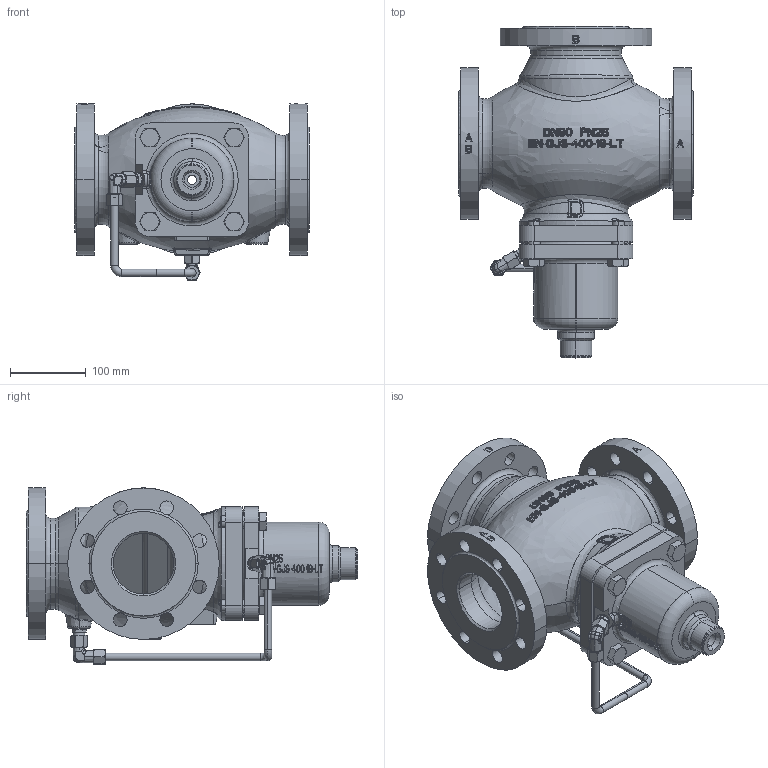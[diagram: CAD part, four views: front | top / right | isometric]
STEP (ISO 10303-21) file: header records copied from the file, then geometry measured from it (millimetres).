
FILE_DESCRIPTION((''),'2;1');
FILE_NAME('065B2603_ASM','2015-03-16T',('u317927'),('Danfoss'),'PRO/ENGINEER BY PARAMETRIC TECHNOLOGY CORPORATION, 2014000','PRO/ENGINEER BY PARAMETRIC TECHNOLOGY CORPORATION, 2014000','');
FILE_SCHEMA(('CONFIG_CONTROL_DESIGN'));
Products named in the file (7): 88615550_1; 88611900_1; 5184024_1; PRIKLJUCEK_1; CEV_VFG3_DN80_1; 065B2603_ASM_1_ASM; 065B2603_ASM
Assembly tree (10 placements, depth 3):
  065B2603_ASM
    065B2603_ASM_1_ASM
      88615550_1
      88611900_1
      5184024_1  x4
      PRIKLJUCEK_1  x2
      CEV_VFG3_DN80_1
Bounding box: 310 x 438 x 232.35 mm (x, y, z)
Volume: 5240037.7 mm3; surface area: 868986.4 mm2
Topology: 9 solids, 26 shells, 3935 faces, 9633 edges, 5807 vertices
Faces by surface type: bspline 1547, cylinder 907, plane 745, extrusion 287, torus 199, cone 125, sphere 125
Entity records: 152244 total; most frequent: CARTESIAN_POINT 84490, ORIENTED_EDGE 17639, EDGE_CURVE 8872, DIRECTION 8207, B_SPLINE_CURVE_WITH_KNOTS 6492, VERTEX_POINT 5334, EDGE_LOOP 3785, FACE_OUTER_BOUND 3629
